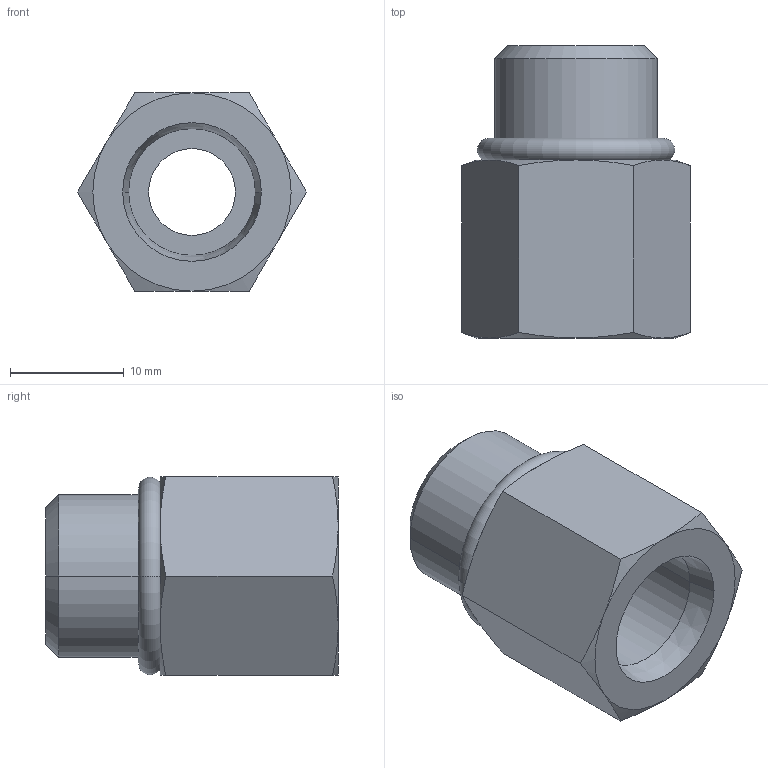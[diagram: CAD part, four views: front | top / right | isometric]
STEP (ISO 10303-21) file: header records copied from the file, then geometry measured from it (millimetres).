
FILE_DESCRIPTION((''),'2;1');
FILE_NAME('ILC30801264','2005-08-25T',('KR'),(''),'PRO/ENGINEER BY PARAMETRIC TECHNOLOGY CORPORATION, 2004290','PRO/ENGINEER BY PARAMETRIC TECHNOLOGY CORPORATION, 2004290','');
FILE_SCHEMA(('AUTOMOTIVE_DESIGN_CC2 { 1 2 10303 214 -1 1 5 2 }'));
Length unit declared in the file: inch
Products named in the file (1): ILC30801264
Bounding box: 20.09 x 25.65 x 17.4 mm (x, y, z)
Volume: 3803.4 mm3; surface area: 2581.9 mm2
Topology: 1 solids, 2 shells, 41 faces, 86 edges, 50 vertices
Faces by surface type: cone 18, plane 11, cylinder 8, torus 4
Entity records: 1602 total; most frequent: CARTESIAN_POINT 321, DIRECTION 186, ORIENTED_EDGE 172, COLOUR_RGB 107, PRESENTATION_STYLE_ASSIGNMENT 89, STYLED_ITEM 87, CURVE_STYLE 86, EDGE_CURVE 86
